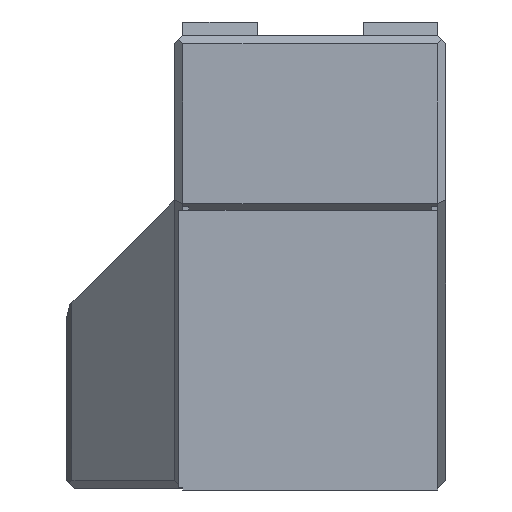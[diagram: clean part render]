
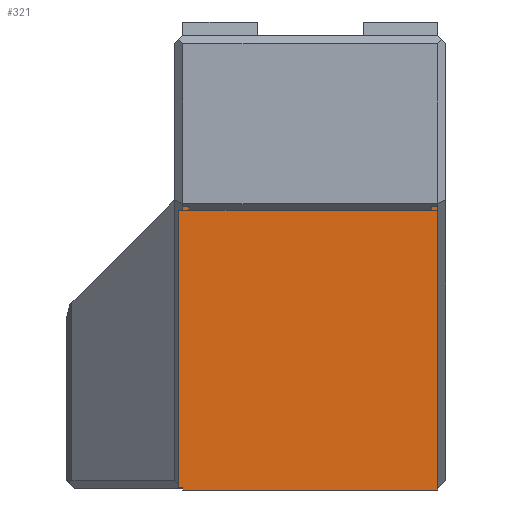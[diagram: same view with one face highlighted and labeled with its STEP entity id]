
A CAD part, front view. The second image highlights one B-rep face of the part: STEP entity #321.
In plain terms, the highlighted planar face has unit normal (0, -1, 0).
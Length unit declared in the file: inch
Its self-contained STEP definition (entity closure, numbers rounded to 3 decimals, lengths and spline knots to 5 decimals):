
#321=ADVANCED_FACE('',(#759),#760,.T.);
#759=FACE_OUTER_BOUND('',#1336,.T.);
#760=PLANE('',#1337);
#1336=EDGE_LOOP('',(#2121,#2122,#2123,#2124,#2125,#2126,#2127,#2128,#2129,#2130,#2131,#2132));
#1337=AXIS2_PLACEMENT_3D('',#2133,#2134,#2135);
#2121=ORIENTED_EDGE('',*,*,#3641,.T.);
#2122=ORIENTED_EDGE('',*,*,#3642,.T.);
#2123=ORIENTED_EDGE('',*,*,#3643,.F.);
#2124=ORIENTED_EDGE('',*,*,#3644,.F.);
#2125=ORIENTED_EDGE('',*,*,#3645,.T.);
#2126=ORIENTED_EDGE('',*,*,#3646,.T.);
#2127=ORIENTED_EDGE('',*,*,#3647,.T.);
#2128=ORIENTED_EDGE('',*,*,#3571,.T.);
#2129=ORIENTED_EDGE('',*,*,#3554,.F.);
#2130=ORIENTED_EDGE('',*,*,#3648,.F.);
#2131=ORIENTED_EDGE('',*,*,#3649,.T.);
#2132=ORIENTED_EDGE('',*,*,#3650,.F.);
#2133=CARTESIAN_POINT('',(0.30906,-2.06225,0.01398));
#2134=DIRECTION('',(0.0,-1.0,0.0));
#2135=DIRECTION('',(0.0,0.0,1.0));
#3554=EDGE_CURVE('',#4297,#4298,#4299,.T.);
#3571=EDGE_CURVE('',#4325,#4298,#4326,.T.);
#3641=EDGE_CURVE('',#4436,#4437,#4438,.T.);
#3642=EDGE_CURVE('',#4437,#4439,#4440,.T.);
#3643=EDGE_CURVE('',#4441,#4439,#4442,.T.);
#3644=EDGE_CURVE('',#4443,#4441,#4444,.T.);
#3645=EDGE_CURVE('',#4443,#4445,#4446,.T.);
#3646=EDGE_CURVE('',#4445,#4447,#4448,.T.);
#3647=EDGE_CURVE('',#4447,#4325,#4449,.T.);
#3648=EDGE_CURVE('',#4450,#4297,#4451,.T.);
#3649=EDGE_CURVE('',#4450,#4452,#4453,.T.);
#3650=EDGE_CURVE('',#4436,#4452,#4454,.T.);
#4297=VERTEX_POINT('',#5349);
#4298=VERTEX_POINT('',#5350);
#4299=LINE('',#5351,#5352);
#4325=VERTEX_POINT('',#5391);
#4326=LINE('',#5392,#5393);
#4436=VERTEX_POINT('',#5583);
#4437=VERTEX_POINT('',#5584);
#4438=LINE('',#5585,#5586);
#4439=VERTEX_POINT('',#5587);
#4440=LINE('',#5588,#5589);
#4441=VERTEX_POINT('',#5590);
#4442=LINE('',#5591,#5592);
#4443=VERTEX_POINT('',#5593);
#4444=LINE('',#5594,#5595);
#4445=VERTEX_POINT('',#5596);
#4446=LINE('',#5597,#5598);
#4447=VERTEX_POINT('',#5599);
#4448=LINE('',#5600,#5601);
#4449=LINE('',#5602,#5603);
#4450=VERTEX_POINT('',#5604);
#4451=LINE('',#5605,#5606);
#4452=VERTEX_POINT('',#5607);
#4453=LINE('',#5608,#5609);
#4454=LINE('',#5610,#5611);
#5349=CARTESIAN_POINT('',(0.68504,-2.06225,-0.39546));
#5350=CARTESIAN_POINT('',(-0.05512,-2.06225,-0.39546));
#5351=CARTESIAN_POINT('',(0.31496,-2.06225,-0.39546));
#5352=VECTOR('',#6667,1.0);
#5391=CARTESIAN_POINT('',(-0.05512,-2.06225,-0.38956));
#5392=CARTESIAN_POINT('',(-0.05512,-2.06225,-0.38956));
#5393=VECTOR('',#6681,1.0);
#5583=CARTESIAN_POINT('',(0.66732,-2.06225,0.41753));
#5584=CARTESIAN_POINT('',(-0.0374,-2.06225,0.41753));
#5585=CARTESIAN_POINT('',(0.30906,-2.06225,0.41753));
#5586=VECTOR('',#6759,1.0);
#5587=CARTESIAN_POINT('',(-0.0374,-2.06225,0.42667));
#5588=CARTESIAN_POINT('',(-0.0374,-2.06225,0.02053));
#5589=VECTOR('',#6760,1.0);
#5590=CARTESIAN_POINT('',(-0.05512,-2.06225,0.42667));
#5591=CARTESIAN_POINT('',(-0.04626,-2.06225,0.42667));
#5592=VECTOR('',#6761,1.0);
#5593=CARTESIAN_POINT('',(-0.05512,-2.06225,0.41753));
#5594=CARTESIAN_POINT('',(-0.05512,-2.06225,0.02053));
#5595=VECTOR('',#6762,1.0);
#5596=CARTESIAN_POINT('',(-0.06693,-2.06225,0.41753));
#5597=CARTESIAN_POINT('',(0.30906,-2.06225,0.41753));
#5598=VECTOR('',#6763,1.0);
#5599=CARTESIAN_POINT('',(-0.06693,-2.06225,-0.38956));
#5600=CARTESIAN_POINT('',(-0.06693,-2.06225,0.01398));
#5601=VECTOR('',#6764,1.0);
#5602=CARTESIAN_POINT('',(0.30906,-2.06225,-0.38956));
#5603=VECTOR('',#6765,1.0);
#5604=CARTESIAN_POINT('',(0.68504,-2.06225,0.42667));
#5605=CARTESIAN_POINT('',(0.68504,-2.06225,-0.38956));
#5606=VECTOR('',#6766,1.0);
#5607=CARTESIAN_POINT('',(0.66732,-2.06225,0.42667));
#5608=CARTESIAN_POINT('',(0.67618,-2.06225,0.42667));
#5609=VECTOR('',#6767,1.0);
#5610=CARTESIAN_POINT('',(0.66732,-2.06225,0.02053));
#5611=VECTOR('',#6768,1.0);
#6667=DIRECTION('',(-1.0,0.0,0.0));
#6681=DIRECTION('',(0.0,0.0,-1.0));
#6759=DIRECTION('',(-1.0,0.0,0.0));
#6760=DIRECTION('',(0.0,0.0,1.0));
#6761=DIRECTION('',(1.0,0.0,0.0));
#6762=DIRECTION('',(0.0,0.0,1.0));
#6763=DIRECTION('',(-1.0,0.0,0.0));
#6764=DIRECTION('',(0.0,0.0,-1.0));
#6765=DIRECTION('',(1.0,0.0,0.0));
#6766=DIRECTION('',(0.0,0.0,-1.0));
#6767=DIRECTION('',(-1.0,0.0,0.0));
#6768=DIRECTION('',(0.0,0.0,1.0));
